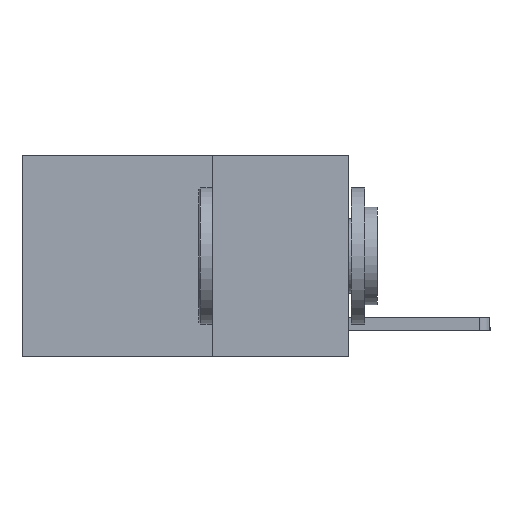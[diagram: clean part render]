
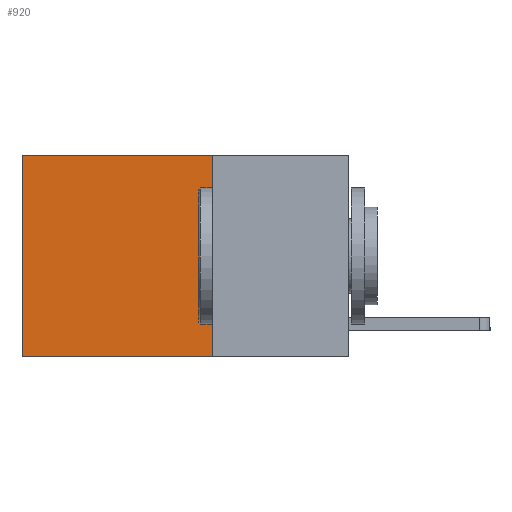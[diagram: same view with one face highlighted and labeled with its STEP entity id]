
A CAD part, left-side view. The second image highlights one B-rep face of the part: STEP entity #920.
In plain terms, the highlighted planar face has unit normal (-1, 0, 0).
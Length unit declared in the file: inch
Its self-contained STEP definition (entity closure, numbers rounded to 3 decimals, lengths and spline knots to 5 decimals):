
#5 = VERTEX_POINT ( 'NONE', #2306 ) ;
#259 = CARTESIAN_POINT ( 'NONE',  ( 0.2625, 0.25, 0. ) ) ;
#463 = DIRECTION ( 'NONE',  ( 1., 0., 0. ) ) ;
#616 = VECTOR ( 'NONE', #9266, 39.37008 ) ;
#920 = ADVANCED_FACE ( 'NONE', ( #4792 ), #4907, .F. ) ;
#1967 = VERTEX_POINT ( 'NONE', #6484 ) ;
#2161 = DIRECTION ( 'NONE',  ( 0., 0., -1. ) ) ;
#2211 = EDGE_CURVE ( 'NONE', #1967, #5, #4035, .T. ) ;
#2306 = CARTESIAN_POINT ( 'NONE',  ( 0.2625, 0.25, -0.37 ) ) ;
#3301 = EDGE_LOOP ( 'NONE', ( #7386, #4038, #3493, #3614 ) ) ;
#3493 = ORIENTED_EDGE ( 'NONE', *, *, #2211, .F. ) ;
#3614 = ORIENTED_EDGE ( 'NONE', *, *, #9086, .T. ) ;
#4035 = LINE ( 'NONE', #7603, #616 ) ;
#4038 = ORIENTED_EDGE ( 'NONE', *, *, #5653, .F. ) ;
#4055 = CARTESIAN_POINT ( 'NONE',  ( 0.2625, 0.25, -0.37 ) ) ;
#4107 = CARTESIAN_POINT ( 'NONE',  ( 0.2625, 0.6, 0. ) ) ;
#4792 = FACE_OUTER_BOUND ( 'NONE', #3301, .T. ) ;
#4907 = PLANE ( 'NONE',  #5513 ) ;
#5174 = DIRECTION ( 'NONE',  ( 0., 1., 0. ) ) ;
#5513 = AXIS2_PLACEMENT_3D ( 'NONE', #11025, #463, #2161 ) ;
#5653 = EDGE_CURVE ( 'NONE', #5, #11447, #10403, .T. ) ;
#6484 = CARTESIAN_POINT ( 'NONE',  ( 0.2625, 0.25, 0. ) ) ;
#6568 = DIRECTION ( 'NONE',  ( 0., 1., 0. ) ) ;
#6812 = VECTOR ( 'NONE', #10567, 39.37008 ) ;
#7328 = VECTOR ( 'NONE', #5174, 39.37008 ) ;
#7386 = ORIENTED_EDGE ( 'NONE', *, *, #9656, .T. ) ;
#7433 = CARTESIAN_POINT ( 'NONE',  ( 0.2625, 0.6, 0. ) ) ;
#7574 = LINE ( 'NONE', #259, #10754 ) ;
#7603 = CARTESIAN_POINT ( 'NONE',  ( 0.2625, 0.25, 0. ) ) ;
#9086 = EDGE_CURVE ( 'NONE', #1967, #9933, #7574, .T. ) ;
#9266 = DIRECTION ( 'NONE',  ( 0., 0., -1. ) ) ;
#9656 = EDGE_CURVE ( 'NONE', #9933, #11447, #9686, .T. ) ;
#9686 = LINE ( 'NONE', #4107, #6812 ) ;
#9933 = VERTEX_POINT ( 'NONE', #7433 ) ;
#9953 = CARTESIAN_POINT ( 'NONE',  ( 0.2625, 0.6, -0.37 ) ) ;
#10403 = LINE ( 'NONE', #4055, #7328 ) ;
#10567 = DIRECTION ( 'NONE',  ( 0., 0., -1. ) ) ;
#10754 = VECTOR ( 'NONE', #6568, 39.37008 ) ;
#11025 = CARTESIAN_POINT ( 'NONE',  ( 0.2625, 0.25, 0. ) ) ;
#11447 = VERTEX_POINT ( 'NONE', #9953 ) ;
